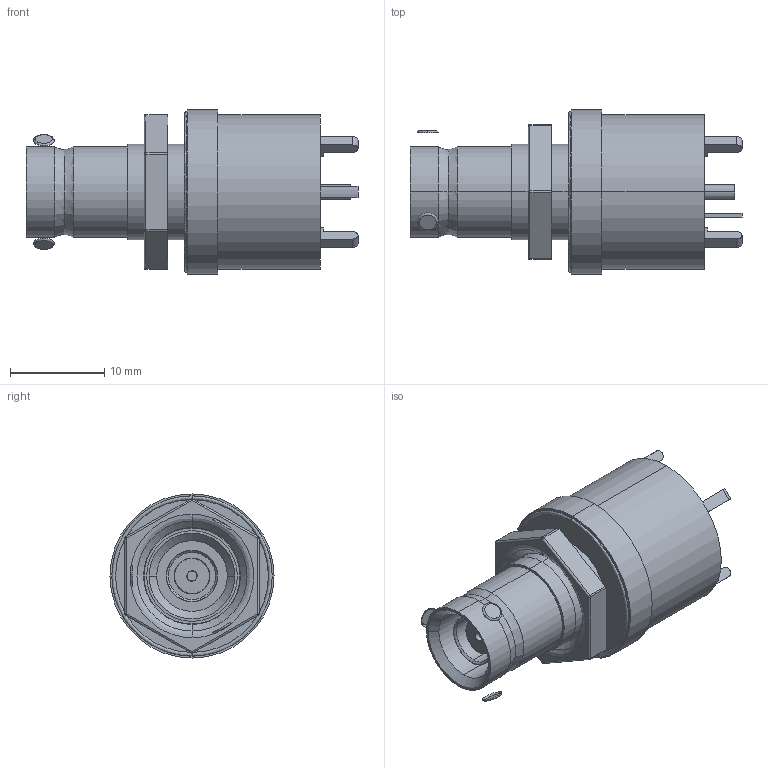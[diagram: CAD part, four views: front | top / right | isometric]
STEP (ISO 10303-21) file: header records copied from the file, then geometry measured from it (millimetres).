
FILE_DESCRIPTION (( 'STEP AP214' ), '1' );
FILE_NAME ('User Library-CBBJ70.STEP', '2019-10-26T17:00:29', ( '' ), ( '' ), 'SwSTEP 2.0', 'SolidWorks 2019', '' );
FILE_SCHEMA (( 'AUTOMOTIVE_DESIGN' ));
Length unit declared in the file: millimetre
Products named in the file (1): User Library-CBBJ70
Bounding box: 35.3 x 17.45 x 17.45 mm (x, y, z)
Surface area: 2756 mm2 (no closed solid volume)
Topology: 0 solids, 4 shells, 131 faces, 296 edges, 180 vertices
Faces by surface type: plane 51, cylinder 48, bspline 26, cone 6
Entity records: 5662 total; most frequent: CARTESIAN_POINT 1371, DIRECTION 626, ORIENTED_EDGE 568, EDGE_CURVE 288, AXIS2_PLACEMENT_3D 244, VERTEX_POINT 180, EDGE_LOOP 150, CIRCLE 138
